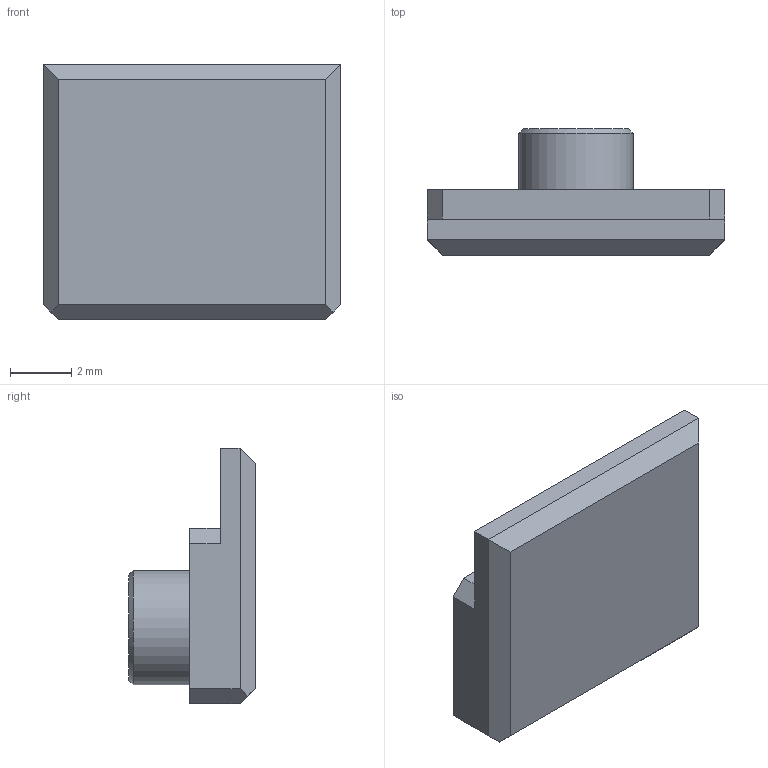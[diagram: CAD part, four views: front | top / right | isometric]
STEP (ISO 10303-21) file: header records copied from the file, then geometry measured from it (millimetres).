
FILE_DESCRIPTION(('FreeCAD Model'),'2;1');
FILE_NAME('MAPMODE8.step','2020-07-10T12:52:56',('Author'),(''), 'Open CASCADE STEP processor 7.3','FreeCAD','Unknown');
FILE_SCHEMA(('AUTOMOTIVE_DESIGN { 1 0 10303 214 1 1 1 1 }'));
Length unit declared in the file: millimetre
Products named in the file (1): Chamfer003
Bounding box: 9.75 x 4.15 x 8.38 mm (x, y, z)
Volume: 166.9 mm3; surface area: 245.5 mm2
Topology: 1 solids, 1 shells, 19 faces, 47 edges, 31 vertices
Faces by surface type: plane 17, cylinder 1, cone 1
Full cylindrical faces by diameter (mm): 3.75 x1
Entity records: 1186 total; most frequent: CARTESIAN_POINT 194, DIRECTION 182, LINE 134, VECTOR 134, ORIENTED_EDGE 94, PCURVE 94, DEFINITIONAL_REPRESENTATION 94, EDGE_CURVE 47
